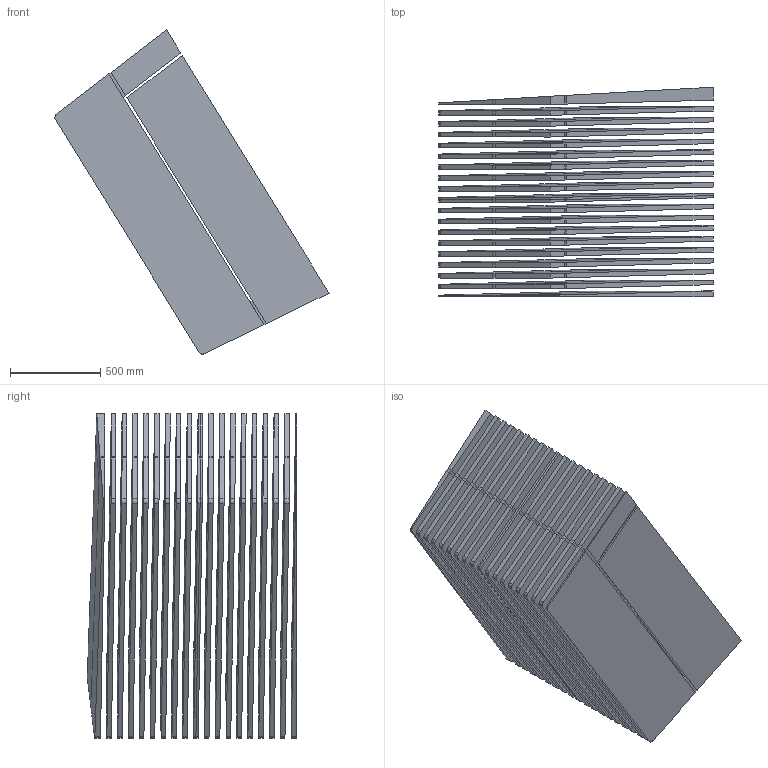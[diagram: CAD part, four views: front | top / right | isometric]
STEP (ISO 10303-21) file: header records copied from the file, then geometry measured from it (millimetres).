
FILE_DESCRIPTION(('FreeCAD Model'),'2;1');
FILE_NAME('detailed_DCLL/step/lithium_lead_sample_envelope_1.step', '2018-01-30T14:13:56',('FreeCAD'),('FreeCAD'), 'Open CASCADE STEP processor 7.1','FreeCAD','Unknown');
FILE_SCHEMA(('AUTOMOTIVE_DESIGN_CC2 { 1 2 10303 214 -1 1 5 4 }'));
Length unit declared in the file: millimetre
Products named in the file (121): Open CASCADE STEP translator 7.1 3; Open CASCADE STEP translator 7.1 3.1; Open CASCADE STEP translator 7.1 3.2; Open CASCADE STEP translator 7.1 3.3; Open CASCADE STEP translator 7.1 3.4; Open CASCADE STEP translator 7.1 3.5; Open CASCADE STEP translator 7.1 3.6; Open CASCADE STEP translator 7.1 3.7; Open CASCADE STEP translator 7.1 3.8; Open CASCADE STEP translator 7.1 3.9; Open CASCADE STEP translator 7.1 3.10; Open CASCADE STEP translator 7.1 3.11; Open CASCADE STEP translator 7.1 3.12; Open CASCADE STEP translator 7.1 3.13; Open CASCADE STEP translator 7.1 3.14; Open CASCADE STEP translator 7.1 3.15; Open CASCADE STEP translator 7.1 3.16; Open CASCADE STEP translator 7.1 3.17; Open CASCADE STEP translator 7.1 3.18; Open CASCADE STEP translator 7.1 3.19; Open CASCADE STEP translator 7.1 3.20; Open CASCADE STEP translator 7.1 3.21; Open CASCADE STEP translator 7.1 3.21.1; Open CASCADE STEP translator 7.1 3.21.2; Open CASCADE STEP translator 7.1 3.22; Open CASCADE STEP translator 7.1 3.22.1; Open CASCADE STEP translator 7.1 3.22.2; Open CASCADE STEP translator 7.1 3.23; Open CASCADE STEP translator 7.1 3.23.1; Open CASCADE STEP translator 7.1 3.23.2; Open CASCADE STEP translator 7.1 3.24; Open CASCADE STEP translator 7.1 3.24.1; Open CASCADE STEP translator 7.1 3.24.2; Open CASCADE STEP translator 7.1 3.25; Open CASCADE STEP translator 7.1 3.25.1; Open CASCADE STEP translator 7.1 3.25.2; Open CASCADE STEP translator 7.1 3.26; Open CASCADE STEP translator 7.1 3.26.1; Open CASCADE STEP translator 7.1 3.26.2; Open CASCADE STEP translator 7.1 3.27 ...
Assembly tree (120 placements, depth 3):
  Open CASCADE STEP translator 7.1 3
    Open CASCADE STEP translator 7.1 3.1
    Open CASCADE STEP translator 7.1 3.2
    Open CASCADE STEP translator 7.1 3.3
    Open CASCADE STEP translator 7.1 3.4
    Open CASCADE STEP translator 7.1 3.5
    Open CASCADE STEP translator 7.1 3.6
    Open CASCADE STEP translator 7.1 3.7
    Open CASCADE STEP translator 7.1 3.8
    Open CASCADE STEP translator 7.1 3.9
    Open CASCADE STEP translator 7.1 3.10
    Open CASCADE STEP translator 7.1 3.11
    Open CASCADE STEP translator 7.1 3.12
    Open CASCADE STEP translator 7.1 3.13
    Open CASCADE STEP translator 7.1 3.14
    Open CASCADE STEP translator 7.1 3.15
    Open CASCADE STEP translator 7.1 3.16
    Open CASCADE STEP translator 7.1 3.17
    Open CASCADE STEP translator 7.1 3.18
    Open CASCADE STEP translator 7.1 3.19
    Open CASCADE STEP translator 7.1 3.20
    Open CASCADE STEP translator 7.1 3.21
      Open CASCADE STEP translator 7.1 3.21.1
      Open CASCADE STEP translator 7.1 3.21.2
    Open CASCADE STEP translator 7.1 3.22
      Open CASCADE STEP translator 7.1 3.22.1
      Open CASCADE STEP translator 7.1 3.22.2
    Open CASCADE STEP translator 7.1 3.23
      Open CASCADE STEP translator 7.1 3.23.1
      Open CASCADE STEP translator 7.1 3.23.2
    Open CASCADE STEP translator 7.1 3.24
      Open CASCADE STEP translator 7.1 3.24.1
      Open CASCADE STEP translator 7.1 3.24.2
    Open CASCADE STEP translator 7.1 3.25
      Open CASCADE STEP translator 7.1 3.25.1
      Open CASCADE STEP translator 7.1 3.25.2
    Open CASCADE STEP translator 7.1 3.26
      Open CASCADE STEP translator 7.1 3.26.1
      Open CASCADE STEP translator 7.1 3.26.2
    Open CASCADE STEP translator 7.1 3.27
      Open CASCADE STEP translator 7.1 3.27.1
      Open CASCADE STEP translator 7.1 3.27.2
    Open CASCADE STEP translator 7.1 3.28
      Open CASCADE STEP translator 7.1 3.28.1
      Open CASCADE STEP translator 7.1 3.28.2
    Open CASCADE STEP translator 7.1 3.29
      Open CASCADE STEP translator 7.1 3.29.1
      Open CASCADE STEP translator 7.1 3.29.2
    Open CASCADE STEP translator 7.1 3.30
      Open CASCADE STEP translator 7.1 3.30.1
      Open CASCADE STEP translator 7.1 3.30.2
    Open CASCADE STEP translator 7.1 3.31
      Open CASCADE STEP translator 7.1 3.31.1
      Open CASCADE STEP translator 7.1 3.31.2
    Open CASCADE STEP translator 7.1 3.32
      Open CASCADE STEP translator 7.1 3.32.1
      Open CASCADE STEP translator 7.1 3.32.2
    Open CASCADE STEP translator 7.1 3.33
      Open CASCADE STEP translator 7.1 3.33.1
      Open CASCADE STEP translator 7.1 3.33.2
Bounding box: 1516.6 x 1158.45 x 1793.22 mm (x, y, z)
Volume: 604923110.8 mm3; surface area: 54652266.6 mm2
Topology: 100 solids, 100 shells, 680 faces, 1440 edges, 960 vertices
Faces by surface type: plane 640, cylinder 40
Entity records: 36544 total; most frequent: CARTESIAN_POINT 9245, DIRECTION 3384, ORIENTED_EDGE 2880, PCURVE 2880, DEFINITIONAL_REPRESENTATION 2880, B_SPLINE_CURVE_WITH_KNOTS 2618, LINE 1542, VECTOR 1542
